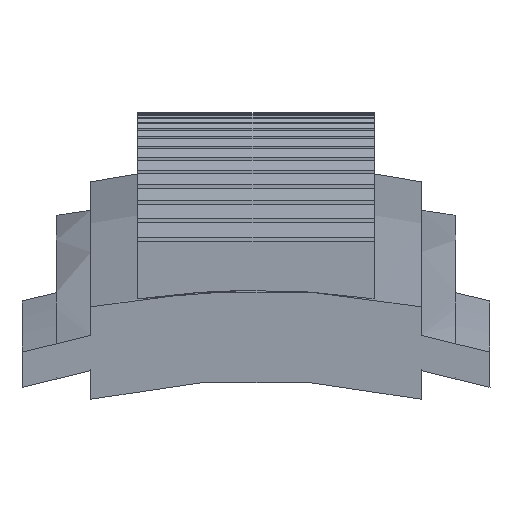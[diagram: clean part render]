
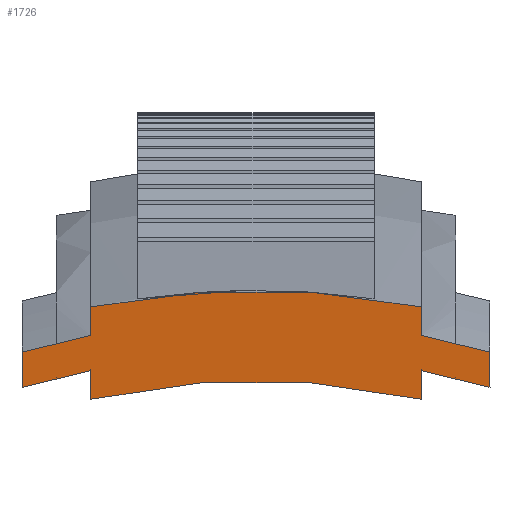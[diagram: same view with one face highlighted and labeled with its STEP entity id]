
A CAD part, left-side view. The second image highlights one B-rep face of the part: STEP entity #1726.
In plain terms, the highlighted planar face has unit normal (-0.995, 0, -0.102).
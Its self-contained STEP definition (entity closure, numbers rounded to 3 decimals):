
#45=ELLIPSE('',#1876,72.753,71.726);
#46=ELLIPSE('',#1897,65.353,64.288);
#408=FACE_OUTER_BOUND('',#496,.T.);
#496=EDGE_LOOP('',(#1368,#1369,#1370,#1371,#1372,#1373,#1374,#1375,#1376,
#1377,#1378,#1379,#1380,#1381,#1382,#1383));
#563=LINE('',#2807,#661);
#565=LINE('',#2815,#663);
#567=LINE('',#2826,#665);
#570=LINE('',#2835,#668);
#572=LINE('',#2848,#670);
#574=LINE('',#2859,#672);
#578=LINE('',#2886,#676);
#580=LINE('',#2892,#678);
#582=LINE('',#2917,#680);
#583=LINE('',#2932,#681);
#585=LINE('',#2952,#683);
#587=LINE('',#2955,#685);
#589=LINE('',#2961,#687);
#590=LINE('',#2974,#688);
#661=VECTOR('',#2191,10.);
#663=VECTOR('',#2199,10.);
#665=VECTOR('',#2203,10.);
#668=VECTOR('',#2212,10.);
#670=VECTOR('',#2218,10.);
#672=VECTOR('',#2222,10.);
#676=VECTOR('',#2238,10.);
#678=VECTOR('',#2244,10.);
#680=VECTOR('',#2254,10.);
#681=VECTOR('',#2257,10.);
#683=VECTOR('',#2265,10.);
#685=VECTOR('',#2269,10.);
#687=VECTOR('',#2275,10.);
#688=VECTOR('',#2276,10.);
#824=VERTEX_POINT('',#2789);
#825=VERTEX_POINT('',#2791);
#827=VERTEX_POINT('',#2805);
#828=VERTEX_POINT('',#2806);
#831=VERTEX_POINT('',#2814);
#833=VERTEX_POINT('',#2825);
#835=VERTEX_POINT('',#2833);
#836=VERTEX_POINT('',#2834);
#839=VERTEX_POINT('',#2847);
#841=VERTEX_POINT('',#2858);
#846=VERTEX_POINT('',#2884);
#848=VERTEX_POINT('',#2890);
#850=VERTEX_POINT('',#2909);
#852=VERTEX_POINT('',#2915);
#856=VERTEX_POINT('',#2950);
#858=VERTEX_POINT('',#2959);
#995=EDGE_CURVE('',#824,#825,#45,.T.);
#998=EDGE_CURVE('',#827,#828,#563,.T.);
#1002=EDGE_CURVE('',#828,#831,#565,.T.);
#1005=EDGE_CURVE('',#831,#833,#567,.T.);
#1009=EDGE_CURVE('',#835,#836,#570,.T.);
#1013=EDGE_CURVE('',#836,#839,#572,.T.);
#1016=EDGE_CURVE('',#841,#835,#574,.T.);
#1025=EDGE_CURVE('',#846,#839,#578,.T.);
#1028=EDGE_CURVE('',#848,#846,#580,.T.);
#1031=EDGE_CURVE('',#850,#848,#46,.T.);
#1034=EDGE_CURVE('',#852,#850,#582,.T.);
#1037=EDGE_CURVE('',#827,#852,#583,.T.);
#1042=EDGE_CURVE('',#856,#833,#585,.T.);
#1044=EDGE_CURVE('',#825,#856,#587,.T.);
#1047=EDGE_CURVE('',#858,#824,#589,.T.);
#1049=EDGE_CURVE('',#841,#858,#590,.T.);
#1368=ORIENTED_EDGE('',*,*,#1037,.F.);
#1369=ORIENTED_EDGE('',*,*,#998,.T.);
#1370=ORIENTED_EDGE('',*,*,#1002,.T.);
#1371=ORIENTED_EDGE('',*,*,#1005,.T.);
#1372=ORIENTED_EDGE('',*,*,#1042,.F.);
#1373=ORIENTED_EDGE('',*,*,#1044,.F.);
#1374=ORIENTED_EDGE('',*,*,#995,.F.);
#1375=ORIENTED_EDGE('',*,*,#1047,.F.);
#1376=ORIENTED_EDGE('',*,*,#1049,.F.);
#1377=ORIENTED_EDGE('',*,*,#1016,.T.);
#1378=ORIENTED_EDGE('',*,*,#1009,.T.);
#1379=ORIENTED_EDGE('',*,*,#1013,.T.);
#1380=ORIENTED_EDGE('',*,*,#1025,.F.);
#1381=ORIENTED_EDGE('',*,*,#1028,.F.);
#1382=ORIENTED_EDGE('',*,*,#1031,.F.);
#1383=ORIENTED_EDGE('',*,*,#1034,.F.);
#1696=PLANE('',#1915);
#1726=ADVANCED_FACE('',(#408),#1696,.F.);
#1876=AXIS2_PLACEMENT_3D('',#2792,#2187,#2188);
#1897=AXIS2_PLACEMENT_3D('',#2911,#2247,#2248);
#1915=AXIS2_PLACEMENT_3D('',#2999,#2302,#2303);
#2187=DIRECTION('center_axis',(0.995,0.,
0.102));
#2188=DIRECTION('ref_axis',(-0.102,0.,0.995));
#2191=DIRECTION('',(0.024,-0.971,-0.236));
#2199=DIRECTION('',(-0.102,0.,0.995));
#2203=DIRECTION('',(-0.024,0.971,0.236));
#2212=DIRECTION('',(0.102,0.,-0.995));
#2218=DIRECTION('',(-0.024,-0.971,0.236));
#2222=DIRECTION('',(0.024,0.971,-0.236));
#2238=DIRECTION('',(0.024,0.972,-0.236));
#2244=DIRECTION('',(-0.102,0.,0.995));
#2247=DIRECTION('center_axis',(-0.995,0.,
-0.102));
#2248=DIRECTION('ref_axis',(-0.102,0.,0.995));
#2254=DIRECTION('',(0.102,0.,-0.995));
#2257=DIRECTION('',(-0.024,0.972,0.236));
#2265=DIRECTION('',(0.024,-0.972,-0.236));
#2269=DIRECTION('',(0.102,0.,-0.995));
#2275=DIRECTION('',(-0.102,0.,0.995));
#2276=DIRECTION('',(-0.024,-0.972,0.236));
#2302=DIRECTION('center_axis',(0.995,0.,
0.102));
#2303=DIRECTION('ref_axis',(0.102,0.,-0.995));
#2789=CARTESIAN_POINT('',(-68.751,-213.734,209.421));
#2791=CARTESIAN_POINT('',(-68.751,-241.734,209.421));
#2792=CARTESIAN_POINT('Origin',(-61.492,-227.734,138.438));
#2805=CARTESIAN_POINT('',(-68.125,-244.649,203.308));
#2806=CARTESIAN_POINT('',(-68.053,-247.563,202.6));
#2807=CARTESIAN_POINT('',(-68.125,-244.649,203.308));
#2814=CARTESIAN_POINT('',(-68.358,-247.563,205.584));
#2815=CARTESIAN_POINT('',(-68.053,-247.563,202.6));
#2825=CARTESIAN_POINT('',(-68.431,-244.649,206.293));
#2826=CARTESIAN_POINT('',(-68.358,-247.563,205.584));
#2833=CARTESIAN_POINT('',(-68.358,-207.905,205.584));
#2834=CARTESIAN_POINT('',(-68.053,-207.905,202.6));
#2835=CARTESIAN_POINT('',(-68.358,-207.905,205.584));
#2847=CARTESIAN_POINT('',(-68.125,-210.82,203.308));
#2848=CARTESIAN_POINT('',(-68.053,-207.905,202.6));
#2858=CARTESIAN_POINT('',(-68.431,-210.82,206.293));
#2859=CARTESIAN_POINT('',(-68.431,-210.82,206.293));
#2884=CARTESIAN_POINT('',(-68.198,-213.734,204.016));
#2886=CARTESIAN_POINT('',(-68.198,-213.734,204.016));
#2890=CARTESIAN_POINT('',(-67.95,-213.734,201.594));
#2892=CARTESIAN_POINT('',(-67.95,-213.734,201.594));
#2909=CARTESIAN_POINT('',(-67.95,-241.734,201.594));
#2911=CARTESIAN_POINT('Origin',(-61.461,-227.734,138.141));
#2915=CARTESIAN_POINT('',(-68.198,-241.734,204.016));
#2917=CARTESIAN_POINT('',(-68.198,-241.734,204.016));
#2932=CARTESIAN_POINT('',(-68.125,-244.649,203.308));
#2950=CARTESIAN_POINT('',(-68.503,-241.734,207.));
#2952=CARTESIAN_POINT('',(-68.503,-241.734,207.));
#2955=CARTESIAN_POINT('',(-68.751,-241.734,209.421));
#2959=CARTESIAN_POINT('',(-68.503,-213.734,207.));
#2961=CARTESIAN_POINT('',(-68.503,-213.734,207.));
#2974=CARTESIAN_POINT('',(-68.431,-210.82,206.293));
#2999=CARTESIAN_POINT('Origin',(-68.751,-237.734,209.421));
